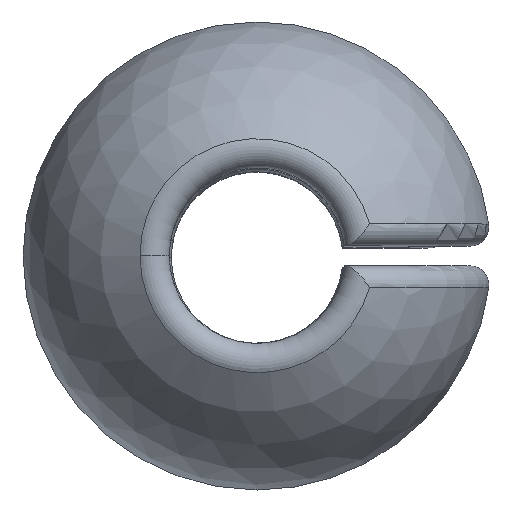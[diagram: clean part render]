
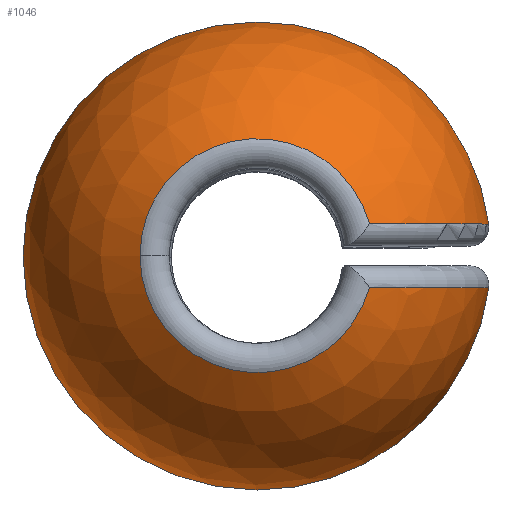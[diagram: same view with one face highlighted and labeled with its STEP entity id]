
A CAD part, top view. The second image highlights one B-rep face of the part: STEP entity #1046.
In plain terms, the highlighted spherical face has radius 12 mm.
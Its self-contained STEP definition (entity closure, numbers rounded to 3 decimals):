
#2 = DIRECTION ( 'NONE',  ( 1., 0., 0. ) ) ;
#14 = ORIENTED_EDGE ( 'NONE', *, *, #183, .T. ) ;
#27 = DIRECTION ( 'NONE',  ( 1., 0., 0. ) ) ;
#54 = VERTEX_POINT ( 'NONE', #528 ) ;
#73 = EDGE_LOOP ( 'NONE', ( #231, #471, #1366, #157, #373, #14, #146 ) ) ;
#120 = DIRECTION ( 'NONE',  ( 0., 0., 1. ) ) ;
#121 = CARTESIAN_POINT ( 'NONE',  ( 0., 1.636, 0. ) ) ;
#123 = DIRECTION ( 'NONE',  ( 0., 0., 1. ) ) ;
#146 = ORIENTED_EDGE ( 'NONE', *, *, #857, .T. ) ;
#157 = ORIENTED_EDGE ( 'NONE', *, *, #487, .T. ) ;
#183 = EDGE_CURVE ( 'NONE', #759, #899, #838, .T. ) ;
#229 = DIRECTION ( 'NONE',  ( 0., 1., 0. ) ) ;
#231 = ORIENTED_EDGE ( 'NONE', *, *, #801, .F. ) ;
#236 = CARTESIAN_POINT ( 'NONE',  ( 0., 0., 0. ) ) ;
#327 = CARTESIAN_POINT ( 'NONE',  ( 0., 0., 0. ) ) ;
#335 = DIRECTION ( 'NONE',  ( -1., 0., 0. ) ) ;
#357 = VERTEX_POINT ( 'NONE', #547 ) ;
#373 = ORIENTED_EDGE ( 'NONE', *, *, #839, .T. ) ;
#380 = CARTESIAN_POINT ( 'NONE',  ( 11.888, -1.636, 0. ) ) ;
#384 = AXIS2_PLACEMENT_3D ( 'NONE', #121, #229, #1112 ) ;
#421 = DIRECTION ( 'NONE',  ( 0., 0., 1. ) ) ;
#471 = ORIENTED_EDGE ( 'NONE', *, *, #723, .T. ) ;
#487 = EDGE_CURVE ( 'NONE', #639, #54, #635, .T. ) ;
#515 = DIRECTION ( 'NONE',  ( 0., 0., -1. ) ) ;
#528 = CARTESIAN_POINT ( 'NONE',  ( -6., 0., 10.392 ) ) ;
#547 = CARTESIAN_POINT ( 'NONE',  ( 0., -12., 0. ) ) ;
#560 = DIRECTION ( 'NONE',  ( 0., 0., -1. ) ) ;
#565 = CIRCLE ( 'NONE', #1314, 12. ) ;
#635 = CIRCLE ( 'NONE', #913, 6. ) ;
#639 = VERTEX_POINT ( 'NONE', #957 ) ;
#648 = DIRECTION ( 'NONE',  ( 0., -1., 0. ) ) ;
#665 = CARTESIAN_POINT ( 'NONE',  ( 0., 12., 0. ) ) ;
#673 = SPHERICAL_SURFACE ( 'NONE', #1256, 12. ) ;
#680 = VERTEX_POINT ( 'NONE', #665 ) ;
#688 = DIRECTION ( 'NONE',  ( 0., 0., -1. ) ) ;
#698 = EDGE_CURVE ( 'NONE', #1336, #639, #853, .T. ) ;
#704 = DIRECTION ( 'NONE',  ( 1., 0., 0. ) ) ;
#723 = EDGE_CURVE ( 'NONE', #357, #1336, #835, .T. ) ;
#730 = CARTESIAN_POINT ( 'NONE',  ( 0., 0., 10.392 ) ) ;
#757 = CIRCLE ( 'NONE', #1194, 12. ) ;
#759 = VERTEX_POINT ( 'NONE', #856 ) ;
#785 = CARTESIAN_POINT ( 'NONE',  ( 0., 0., 0. ) ) ;
#800 = CARTESIAN_POINT ( 'NONE',  ( 0., 0., 0. ) ) ;
#801 = EDGE_CURVE ( 'NONE', #357, #680, #757, .T. ) ;
#835 = CIRCLE ( 'NONE', #1162, 12. ) ;
#838 = CIRCLE ( 'NONE', #384, 11.888 ) ;
#839 = EDGE_CURVE ( 'NONE', #54, #759, #892, .T. ) ;
#853 = CIRCLE ( 'NONE', #1297, 11.888 ) ;
#856 = CARTESIAN_POINT ( 'NONE',  ( 5.773, 1.636, 10.392 ) ) ;
#857 = EDGE_CURVE ( 'NONE', #899, #680, #565, .T. ) ;
#892 = CIRCLE ( 'NONE', #1408, 6. ) ;
#899 = VERTEX_POINT ( 'NONE', #1226 ) ;
#913 = AXIS2_PLACEMENT_3D ( 'NONE', #730, #515, #970 ) ;
#957 = CARTESIAN_POINT ( 'NONE',  ( 5.773, -1.636, 10.392 ) ) ;
#970 = DIRECTION ( 'NONE',  ( -1., 0., 0. ) ) ;
#999 = FACE_OUTER_BOUND ( 'NONE', #73, .T. ) ;
#1005 = DIRECTION ( 'NONE',  ( -1., 0., 0. ) ) ;
#1046 = ADVANCED_FACE ( 'NONE', ( #999 ), #673, .T. ) ;
#1112 = DIRECTION ( 'NONE',  ( 0., 0., -1. ) ) ;
#1144 = DIRECTION ( 'NONE',  ( 0., 0., -1. ) ) ;
#1162 = AXIS2_PLACEMENT_3D ( 'NONE', #327, #120, #2 ) ;
#1194 = AXIS2_PLACEMENT_3D ( 'NONE', #236, #688, #335 ) ;
#1210 = CARTESIAN_POINT ( 'NONE',  ( 0., -1.636, 0. ) ) ;
#1226 = CARTESIAN_POINT ( 'NONE',  ( 11.888, 1.636, 0. ) ) ;
#1239 = CARTESIAN_POINT ( 'NONE',  ( 0., 0., 10.392 ) ) ;
#1256 = AXIS2_PLACEMENT_3D ( 'NONE', #800, #1144, #704 ) ;
#1297 = AXIS2_PLACEMENT_3D ( 'NONE', #1210, #648, #421 ) ;
#1314 = AXIS2_PLACEMENT_3D ( 'NONE', #785, #123, #27 ) ;
#1336 = VERTEX_POINT ( 'NONE', #380 ) ;
#1366 = ORIENTED_EDGE ( 'NONE', *, *, #698, .T. ) ;
#1408 = AXIS2_PLACEMENT_3D ( 'NONE', #1239, #560, #1005 ) ;
